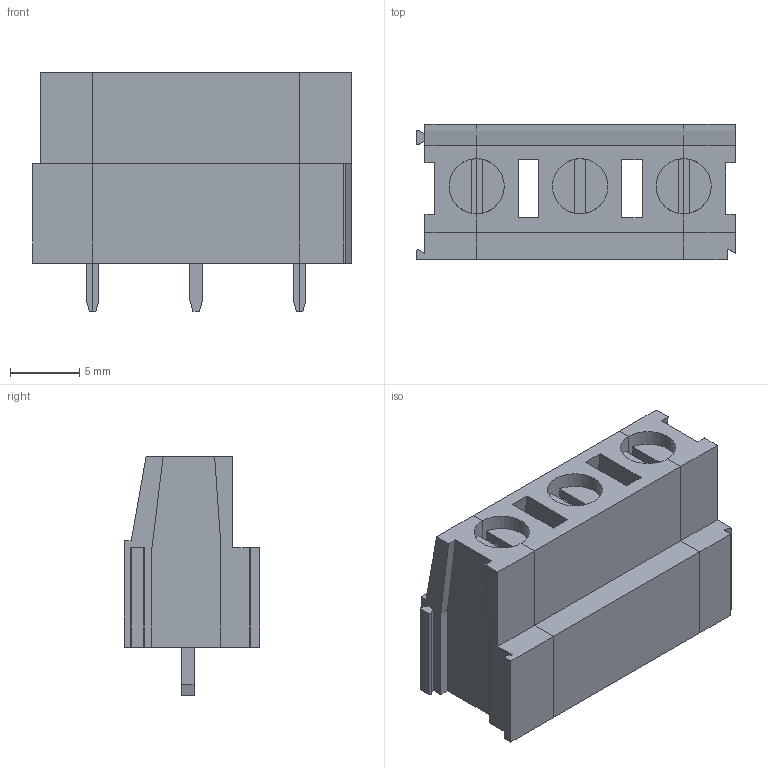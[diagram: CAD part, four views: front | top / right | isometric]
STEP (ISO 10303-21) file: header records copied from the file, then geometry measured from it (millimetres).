
FILE_DESCRIPTION( ( 'Unknown' ), '1' );
FILE_NAME( '691216910003.stp', 'Unknown', ( 'Unknown' ), ( 'Unknown' ), 'PSStep 17.0.49', 'Unknown', ' ' );
FILE_SCHEMA( ( 'AUTOMOTIVE_DESIGN { 1 0 10303 214 1 1 1 1 }' ) );
Length unit declared in the file: millimetre
Products named in the file (4): Assem1; CLL7.5_SX; CLL7.5_DX; CLL7.5_CNT
Assembly tree (3 placements, depth 2):
  Assem1
    CLL7.5_SX
    CLL7.5_DX
    CLL7.5_CNT
Bounding box: 23.1 x 9.8 x 17.3 mm (x, y, z)
Volume: 2040.7 mm3; surface area: 2421.1 mm2
Topology: 3 solids, 3 shells, 203 faces, 567 edges, 374 vertices
Faces by surface type: plane 188, cylinder 15
Full cylindrical faces by diameter (mm): 4 x1
Entity records: 8094 total; most frequent: CARTESIAN_POINT 1145, ORIENTED_EDGE 1130, DIRECTION 1020, EDGE_CURVE 565, LINE 524, VECTOR 524, VERTEX_POINT 373, AXIS2_PLACEMENT_3D 248
